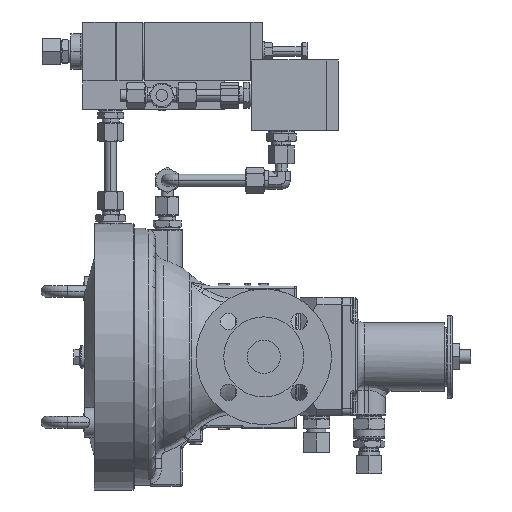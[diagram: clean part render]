
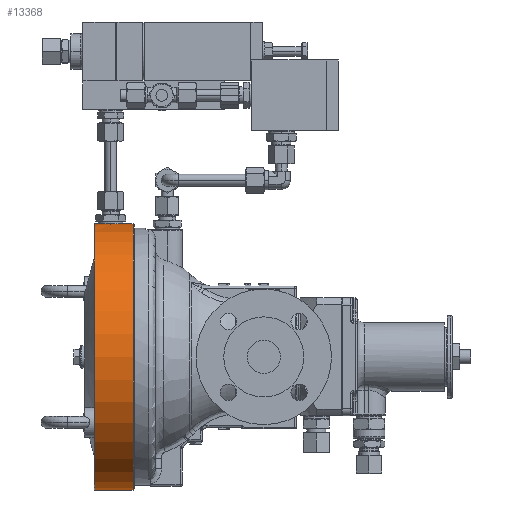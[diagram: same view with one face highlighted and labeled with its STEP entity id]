
A CAD part, left-side view. The second image highlights one B-rep face of the part: STEP entity #13368.
In plain terms, the highlighted cylindrical face has radius 113 mm (diameter 226 mm), a partial arc.
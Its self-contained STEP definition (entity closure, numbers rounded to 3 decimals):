
#268 = CARTESIAN_POINT ( 'NONE',  ( -10., 130., 112.557 ) ) ;
#1322 = CARTESIAN_POINT ( 'NONE',  ( -7.951, 123.9, 112.721 ) ) ;
#1701 = VERTEX_POINT ( 'NONE', #79185 ) ;
#2567 = CARTESIAN_POINT ( 'NONE',  ( -1.311, 139.935, 112.994 ) ) ;
#3451 = CARTESIAN_POINT ( 'NONE',  ( 0., 152., 0. ) ) ;
#3975 = CARTESIAN_POINT ( 'NONE',  ( 0., 140., 113. ) ) ;
#4323 = CARTESIAN_POINT ( 'NONE',  ( -9.474, 133.218, 112.602 ) ) ;
#5057 = CARTESIAN_POINT ( 'NONE',  ( -7.535, 136.607, 112.749 ) ) ;
#5371 = DIRECTION ( 'NONE',  ( 0., -1., 0. ) ) ;
#7656 = LINE ( 'NONE', #28950, #16805 ) ;
#8289 = CARTESIAN_POINT ( 'NONE',  ( -9.679, 127.402, 112.585 ) ) ;
#9788 = CARTESIAN_POINT ( 'NONE',  ( 0., 152., 113. ) ) ;
#11365 = AXIS2_PLACEMENT_3D ( 'NONE', #105480, #5371, #72251 ) ;
#11699 = ORIENTED_EDGE ( 'NONE', *, *, #42373, .T. ) ;
#12381 = CARTESIAN_POINT ( 'NONE',  ( -5.011, 138.678, 112.89 ) ) ;
#12504 = CARTESIAN_POINT ( 'NONE',  ( 0., 143.5, 113. ) ) ;
#12627 = VERTEX_POINT ( 'NONE', #3975 ) ;
#13128 = CARTESIAN_POINT ( 'NONE',  ( -8.497, 135.283, 112.68 ) ) ;
#13368 = ADVANCED_FACE ( 'Defeature ausgef�hrt1_19', ( #103977 ), #66210, .T. ) ;
#16805 = VECTOR ( 'NONE', #62577, 1000. ) ;
#17081 = CARTESIAN_POINT ( 'NONE',  ( -10., 129.674, 112.557 ) ) ;
#18789 = VERTEX_POINT ( 'NONE', #48091 ) ;
#19668 = CIRCLE ( 'NONE', #98628, 113. ) ;
#21479 = CARTESIAN_POINT ( 'NONE',  ( -5.827, 138.134, 112.85 ) ) ;
#24724 = CARTESIAN_POINT ( 'NONE',  ( -9.114, 125.871, 112.632 ) ) ;
#24956 = CARTESIAN_POINT ( 'NONE',  ( 0., 152., -113. ) ) ;
#25085 = CARTESIAN_POINT ( 'NONE',  ( 0., 120., 113. ) ) ;
#26144 = DIRECTION ( 'NONE',  ( 0., 1., 0. ) ) ;
#27390 = CARTESIAN_POINT ( 'NONE',  ( -0.661, 140., 113. ) ) ;
#28950 = CARTESIAN_POINT ( 'NONE',  ( 0., 152., 113. ) ) ;
#29541 = CARTESIAN_POINT ( 'NONE',  ( -3.216, 139.474, 112.955 ) ) ;
#29927 = B_SPLINE_CURVE_WITH_KNOTS ( 'NONE', 3,
 ( #86902, #27390, #2567, #94568, #44552, #29541, #62466, #88752, #12381, #21479, #88382, #79246, #62814, #5057, #38659, #13128, #55168, #71595, #70853, #4323, #80725, #97115, #45627, #71244, #79603 ),
 .UNSPECIFIED., .F., .F.,
 ( 4, 2, 2, 2, 2, 2, 2, 2, 2, 1, 2, 2, 4 ),
 ( 0., 0.002, 0.003, 0.004, 0.006, 0.007, 0.008, 0.01, 0.011, 0.012, 0.013, 0.014, 0.016 ),
 .UNSPECIFIED. ) ;
#32928 = EDGE_CURVE ( 'Defeature ausgef�hrt1_19+Defeature ausgef�hrt1_22+Defeature ausgef�hrt1_22+Defeature ausgef�hrt1_22', #43906, #1701, #97713, .T. ) ;
#33851 = CARTESIAN_POINT ( 'NONE',  ( -1.316, 120.065, 112.994 ) ) ;
#34902 = VERTEX_POINT ( 'NONE', #81889 ) ;
#36882 = ORIENTED_EDGE ( 'NONE', *, *, #57112, .T. ) ;
#38659 = CARTESIAN_POINT ( 'NONE',  ( -7.949, 136.104, 112.721 ) ) ;
#40234 = LINE ( 'NONE', #9788, #76877 ) ;
#40334 = EDGE_CURVE ( 'NONE', #61386, #1701, #55331, .T. ) ;
#40912 = VECTOR ( 'NONE', #83069, 1000. ) ;
#42260 = CARTESIAN_POINT ( 'NONE',  ( -9.871, 128.364, 112.568 ) ) ;
#42373 = EDGE_CURVE ( 'Defeature ausgef�hrt1_19+Defeature ausgef�hrt1_21+Defeature ausgef�hrt1_21+Defeature ausgef�hrt1_21', #61386, #18789, #19668, .T. ) ;
#42378 = VERTEX_POINT ( 'NONE', #59454 ) ;
#42936 = CARTESIAN_POINT ( 'NONE',  ( -9.919, 128.691, 112.564 ) ) ;
#43906 = VERTEX_POINT ( 'NONE', #12504 ) ;
#44552 = CARTESIAN_POINT ( 'NONE',  ( -2.588, 139.665, 112.971 ) ) ;
#45483 = DIRECTION ( 'NONE',  ( 0., 1., 0. ) ) ;
#45627 = CARTESIAN_POINT ( 'NONE',  ( -9.937, 131.302, 112.562 ) ) ;
#48091 = CARTESIAN_POINT ( 'NONE',  ( 0., 111., 113. ) ) ;
#49987 = CARTESIAN_POINT ( 'NONE',  ( -4.129, 120.886, 112.925 ) ) ;
#50710 = CARTESIAN_POINT ( 'NONE',  ( -7.538, 123.396, 112.749 ) ) ;
#51415 = CARTESIAN_POINT ( 'NONE',  ( -4.429, 121.028, 112.914 ) ) ;
#55168 = CARTESIAN_POINT ( 'NONE',  ( -8.667, 134.999, 112.667 ) ) ;
#55331 = LINE ( 'NONE', #24956, #40912 ) ;
#57112 = EDGE_CURVE ( 'NONE', #18789, #34902, #7656, .T. ) ;
#58374 = CARTESIAN_POINT ( 'NONE',  ( -2.597, 120.321, 112.972 ) ) ;
#59454 = CARTESIAN_POINT ( 'NONE',  ( -10., 130., 112.557 ) ) ;
#61386 = VERTEX_POINT ( 'NONE', #101947 ) ;
#62466 = CARTESIAN_POINT ( 'NONE',  ( -3.528, 139.363, 112.945 ) ) ;
#62577 = DIRECTION ( 'NONE',  ( 0., 1., 0. ) ) ;
#62814 = CARTESIAN_POINT ( 'NONE',  ( -6.843, 137.299, 112.793 ) ) ;
#66210 = CYLINDRICAL_SURFACE ( 'NONE', #72938, 113. ) ;
#67829 = CARTESIAN_POINT ( 'NONE',  ( -0.653, 120., 113. ) ) ;
#70853 = CARTESIAN_POINT ( 'NONE',  ( -9.254, 133.832, 112.621 ) ) ;
#71244 = CARTESIAN_POINT ( 'NONE',  ( -10., 130.653, 112.557 ) ) ;
#71483 = B_SPLINE_CURVE_WITH_KNOTS ( 'NONE', 3,
 ( #268, #17081, #83571, #42936, #42260, #8289, #92673, #24724, #91960, #84630, #75532, #1322, #50710, #75172, #83211, #99968, #101421, #51415, #49987, #74796, #58374, #33851, #67829, #25085 ),
 .UNSPECIFIED., .F., .F.,
 ( 4, 2, 2, 2, 2, 2, 2, 2, 2, 2, 2, 4 ),
 ( 0.016, 0.017, 0.018, 0.02, 0.021, 0.022, 0.023, 0.025, 0.026, 0.027, 0.029, 0.031 ),
 .UNSPECIFIED. ) ;
#71595 = CARTESIAN_POINT ( 'NONE',  ( -8.975, 134.422, 112.643 ) ) ;
#72251 = DIRECTION ( 'NONE',  ( 0., 0., -1. ) ) ;
#72938 = AXIS2_PLACEMENT_3D ( 'NONE', #3451, #45483, #96587 ) ;
#74796 = CARTESIAN_POINT ( 'NONE',  ( -3.221, 120.51, 112.956 ) ) ;
#75172 = CARTESIAN_POINT ( 'NONE',  ( -6.604, 122.462, 112.808 ) ) ;
#75532 = CARTESIAN_POINT ( 'NONE',  ( -8.494, 124.713, 112.68 ) ) ;
#75975 = ORIENTED_EDGE ( 'NONE', *, *, #103319, .T. ) ;
#76229 = CARTESIAN_POINT ( 'NONE',  ( 0., 111., 0. ) ) ;
#76877 = VECTOR ( 'NONE', #84706, 1000. ) ;
#79185 = CARTESIAN_POINT ( 'NONE',  ( 0., 143.5, -113. ) ) ;
#79246 = CARTESIAN_POINT ( 'NONE',  ( -6.601, 137.519, 112.807 ) ) ;
#79603 = CARTESIAN_POINT ( 'NONE',  ( -10., 130., 112.557 ) ) ;
#80725 = CARTESIAN_POINT ( 'NONE',  ( -9.664, 132.592, 112.586 ) ) ;
#81889 = CARTESIAN_POINT ( 'NONE',  ( 0., 120., 113. ) ) ;
#83069 = DIRECTION ( 'NONE',  ( 0., 1., 0. ) ) ;
#83211 = CARTESIAN_POINT ( 'NONE',  ( -6.099, 122.049, 112.837 ) ) ;
#83571 = CARTESIAN_POINT ( 'NONE',  ( -9.984, 129.347, 112.558 ) ) ;
#83753 = ORIENTED_EDGE ( 'NONE', *, *, #107365, .F. ) ;
#84625 = DIRECTION ( 'NONE',  ( 0., 0., 1. ) ) ;
#84630 = CARTESIAN_POINT ( 'NONE',  ( -8.662, 124.993, 112.668 ) ) ;
#84706 = DIRECTION ( 'NONE',  ( 0., 1., 0. ) ) ;
#86902 = CARTESIAN_POINT ( 'NONE',  ( 0., 140., 113. ) ) ;
#88382 = CARTESIAN_POINT ( 'NONE',  ( -6.092, 137.937, 112.836 ) ) ;
#88752 = CARTESIAN_POINT ( 'NONE',  ( -4.437, 138.986, 112.914 ) ) ;
#91960 = CARTESIAN_POINT ( 'NONE',  ( -8.972, 125.571, 112.643 ) ) ;
#92673 = CARTESIAN_POINT ( 'NONE',  ( -9.49, 126.779, 112.601 ) ) ;
#93898 = ORIENTED_EDGE ( 'NONE', *, *, #32928, .T. ) ;
#94568 = CARTESIAN_POINT ( 'NONE',  ( -2.271, 139.744, 112.978 ) ) ;
#96587 = DIRECTION ( 'NONE',  ( 0., 0., -1. ) ) ;
#97115 = CARTESIAN_POINT ( 'NONE',  ( -9.744, 132.271, 112.579 ) ) ;
#97371 = ORIENTED_EDGE ( 'NONE', *, *, #40334, .F. ) ;
#97456 = EDGE_CURVE ( 'Defeature ausgef�hrt1_812+Defeature ausgef�hrt1_19+Defeature ausgef�hrt1_19+Defeature ausgef�hrt1_19', #42378, #34902, #71483, .T. ) ;
#97713 = CIRCLE ( 'NONE', #11365, 113. ) ;
#98628 = AXIS2_PLACEMENT_3D ( 'NONE', #76229, #26144, #84625 ) ;
#99968 = CARTESIAN_POINT ( 'NONE',  ( -5.287, 121.506, 112.877 ) ) ;
#101421 = CARTESIAN_POINT ( 'NONE',  ( -5.007, 121.338, 112.889 ) ) ;
#101947 = CARTESIAN_POINT ( 'NONE',  ( 0., 111., -113. ) ) ;
#102532 = EDGE_LOOP ( 'NONE', ( #11699, #36882, #107569, #83753, #75975, #93898, #97371 ) ) ;
#103319 = EDGE_CURVE ( 'NONE', #12627, #43906, #40234, .T. ) ;
#103977 = FACE_OUTER_BOUND ( 'NONE', #102532, .T. ) ;
#105480 = CARTESIAN_POINT ( 'NONE',  ( 0., 143.5, 0. ) ) ;
#107365 = EDGE_CURVE ( 'Defeature ausgef�hrt1_812+Defeature ausgef�hrt1_19+Defeature ausgef�hrt1_19+Defeature ausgef�hrt1_19', #12627, #42378, #29927, .T. ) ;
#107569 = ORIENTED_EDGE ( 'NONE', *, *, #97456, .F. ) ;
